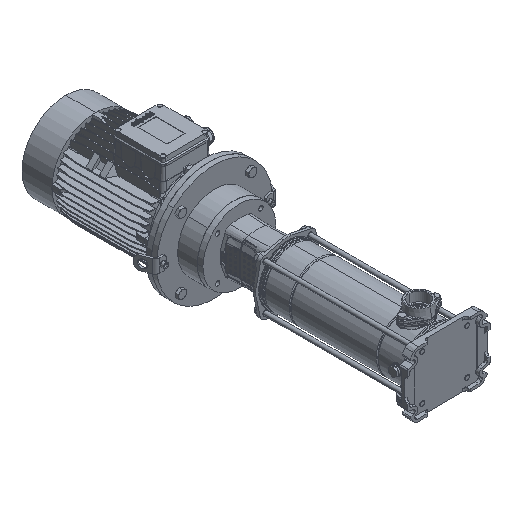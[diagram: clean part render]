
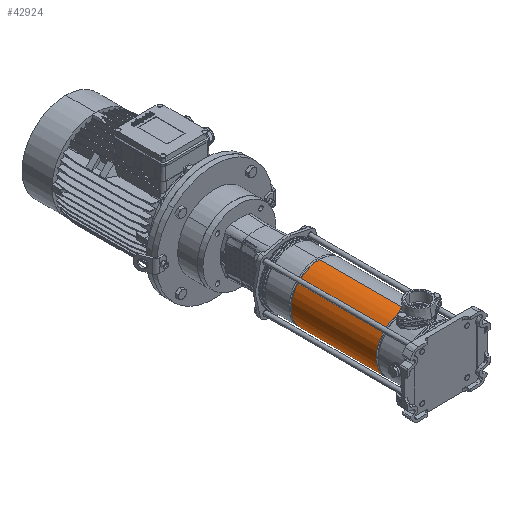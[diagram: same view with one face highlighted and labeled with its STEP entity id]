
A CAD part, isometric view. The second image highlights one B-rep face of the part: STEP entity #42924.
In plain terms, the highlighted cylindrical face has radius 85.9 mm (diameter 171.8 mm), a partial arc.
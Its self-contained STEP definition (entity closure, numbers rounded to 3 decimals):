
#2725 = VERTEX_POINT ( 'NONE', #6182 ) ;
#6182 = CARTESIAN_POINT ( 'NONE',  ( -85.9, 0., 351.103 ) ) ;
#8891 = CARTESIAN_POINT ( 'NONE',  ( -85.9, 0., 93.897 ) ) ;
#11415 = LINE ( 'NONE', #80654, #73782 ) ;
#21511 = CARTESIAN_POINT ( 'NONE',  ( 85.9, 0., 0. ) ) ;
#23629 = VERTEX_POINT ( 'NONE', #60383 ) ;
#27728 = DIRECTION ( 'NONE',  ( 0., 0., -1. ) ) ;
#28294 = DIRECTION ( 'NONE',  ( 0., 0., -1. ) ) ;
#29142 = ORIENTED_EDGE ( 'NONE', *, *, #47892, .F. ) ;
#32944 = CARTESIAN_POINT ( 'NONE',  ( 0., 0., 351.103 ) ) ;
#34169 = DIRECTION ( 'NONE',  ( 0., 0., -1. ) ) ;
#36501 = LINE ( 'NONE', #21511, #58165 ) ;
#37045 = DIRECTION ( 'NONE',  ( -1., 0., 0. ) ) ;
#39614 = VERTEX_POINT ( 'NONE', #60867 ) ;
#39679 = DIRECTION ( 'NONE',  ( -1., 0., 0. ) ) ;
#40414 = VERTEX_POINT ( 'NONE', #8891 ) ;
#42924 = ADVANCED_FACE ( 'NONE', ( #83762 ), #73980, .T. ) ;
#42979 = CIRCLE ( 'NONE', #46297, 85.9 ) ;
#46297 = AXIS2_PLACEMENT_3D ( 'NONE', #58775, #28294, #37045 ) ;
#47892 = EDGE_CURVE ( 'NONE', #39614, #23629, #36501, .T. ) ;
#48868 = ORIENTED_EDGE ( 'NONE', *, *, #88262, .T. ) ;
#50220 = CARTESIAN_POINT ( 'NONE',  ( 0., 0., 0. ) ) ;
#54330 = EDGE_CURVE ( 'NONE', #2725, #40414, #11415, .T. ) ;
#57743 = EDGE_LOOP ( 'NONE', ( #29142, #48868, #99815, #88271 ) ) ;
#58165 = VECTOR ( 'NONE', #27728, 1000. ) ;
#58775 = CARTESIAN_POINT ( 'NONE',  ( 0., 0., 93.897 ) ) ;
#59774 = CIRCLE ( 'NONE', #81214, 85.9 ) ;
#60383 = CARTESIAN_POINT ( 'NONE',  ( 85.9, 0., 93.897 ) ) ;
#60867 = CARTESIAN_POINT ( 'NONE',  ( 85.9, 0., 351.103 ) ) ;
#73782 = VECTOR ( 'NONE', #34169, 1000. ) ;
#73980 = CYLINDRICAL_SURFACE ( 'NONE', #87406, 85.9 ) ;
#78568 = EDGE_CURVE ( 'NONE', #23629, #40414, #42979, .T. ) ;
#80654 = CARTESIAN_POINT ( 'NONE',  ( -85.9, 0., 0. ) ) ;
#81214 = AXIS2_PLACEMENT_3D ( 'NONE', #32944, #87660, #39679 ) ;
#81737 = DIRECTION ( 'NONE',  ( -1., 0., 0. ) ) ;
#83762 = FACE_OUTER_BOUND ( 'NONE', #57743, .T. ) ;
#87406 = AXIS2_PLACEMENT_3D ( 'NONE', #50220, #90493, #81737 ) ;
#87660 = DIRECTION ( 'NONE',  ( 0., 0., -1. ) ) ;
#88262 = EDGE_CURVE ( 'NONE', #39614, #2725, #59774, .T. ) ;
#88271 = ORIENTED_EDGE ( 'NONE', *, *, #78568, .F. ) ;
#90493 = DIRECTION ( 'NONE',  ( 0., 0., -1. ) ) ;
#99815 = ORIENTED_EDGE ( 'NONE', *, *, #54330, .T. ) ;
